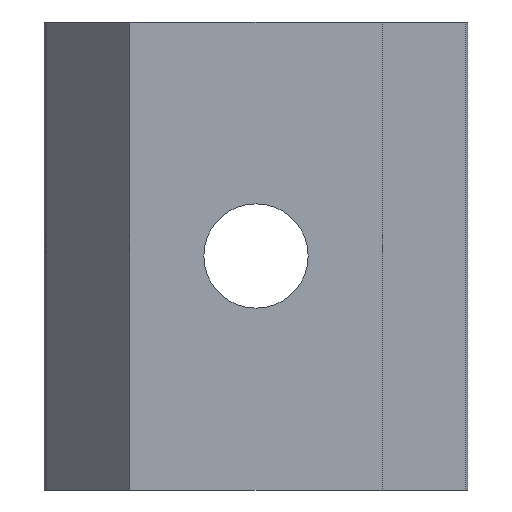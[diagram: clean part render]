
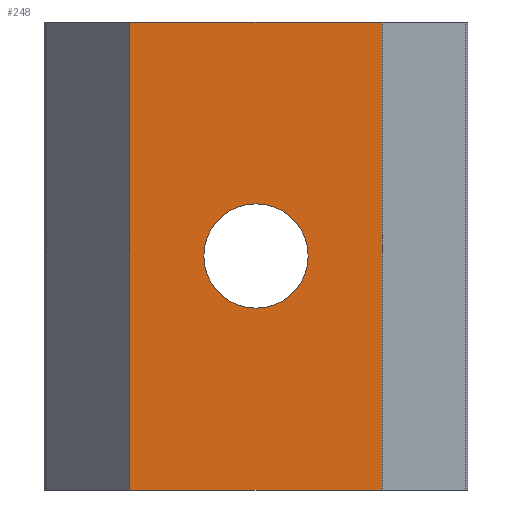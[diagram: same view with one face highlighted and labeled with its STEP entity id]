
A CAD part, front view. The second image highlights one B-rep face of the part: STEP entity #248.
In plain terms, the highlighted planar face has unit normal (0, -1, 0).
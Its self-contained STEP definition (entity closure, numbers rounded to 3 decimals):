
#11 = EDGE_CURVE ( 'NONE', #35, #291, #583, .T. ) ;
#35 = VERTEX_POINT ( 'NONE', #211 ) ;
#50 = LINE ( 'NONE', #220, #203 ) ;
#60 = ORIENTED_EDGE ( 'NONE', *, *, #697, .T. ) ;
#82 = DIRECTION ( 'NONE',  ( 0., 1., 0. ) ) ;
#84 = VERTEX_POINT ( 'NONE', #138 ) ;
#85 = DIRECTION ( 'NONE',  ( -1., 0., 0. ) ) ;
#91 = FACE_BOUND ( 'NONE', #298, .T. ) ;
#109 = CARTESIAN_POINT ( 'NONE',  ( -4., -3.1, 7.4 ) ) ;
#124 = ORIENTED_EDGE ( 'NONE', *, *, #11, .T. ) ;
#126 = PLANE ( 'NONE',  #412 ) ;
#138 = CARTESIAN_POINT ( 'NONE',  ( 4., -3.1, 7.4 ) ) ;
#144 = CARTESIAN_POINT ( 'NONE',  ( 1.65, -3.1, 0. ) ) ;
#147 = CARTESIAN_POINT ( 'NONE',  ( -4., -3.1, -7.4 ) ) ;
#149 = LINE ( 'NONE', #109, #663 ) ;
#182 = FACE_OUTER_BOUND ( 'NONE', #589, .T. ) ;
#203 = VECTOR ( 'NONE', #472, 1000. ) ;
#211 = CARTESIAN_POINT ( 'NONE',  ( -1.65, -3.1, 0. ) ) ;
#215 = ORIENTED_EDGE ( 'NONE', *, *, #605, .T. ) ;
#220 = CARTESIAN_POINT ( 'NONE',  ( 4., -3.1, -7.4 ) ) ;
#233 = ORIENTED_EDGE ( 'NONE', *, *, #816, .F. ) ;
#242 = DIRECTION ( 'NONE',  ( 1., 0., 0. ) ) ;
#248 = ADVANCED_FACE ( 'NONE', ( #91, #182 ), #126, .F. ) ;
#249 = DIRECTION ( 'NONE',  ( -1., 0., 0. ) ) ;
#253 = CARTESIAN_POINT ( 'NONE',  ( 4., -3.1, -7.4 ) ) ;
#291 = VERTEX_POINT ( 'NONE', #144 ) ;
#293 = EDGE_CURVE ( 'NONE', #291, #35, #787, .T. ) ;
#298 = EDGE_LOOP ( 'NONE', ( #124, #432 ) ) ;
#325 = CARTESIAN_POINT ( 'NONE',  ( 0., -3.1, 0. ) ) ;
#337 = DIRECTION ( 'NONE',  ( 0., 0., -1. ) ) ;
#346 = CARTESIAN_POINT ( 'NONE',  ( 4., -3.1, 7.4 ) ) ;
#363 = DIRECTION ( 'NONE',  ( 0., 0., -1. ) ) ;
#370 = CARTESIAN_POINT ( 'NONE',  ( 4., -3.1, 7.4 ) ) ;
#384 = VERTEX_POINT ( 'NONE', #779 ) ;
#390 = DIRECTION ( 'NONE',  ( 0., 1., 0. ) ) ;
#412 = AXIS2_PLACEMENT_3D ( 'NONE', #453, #390, #249 ) ;
#422 = AXIS2_PLACEMENT_3D ( 'NONE', #325, #777, #641 ) ;
#432 = ORIENTED_EDGE ( 'NONE', *, *, #293, .T. ) ;
#444 = VERTEX_POINT ( 'NONE', #253 ) ;
#453 = CARTESIAN_POINT ( 'NONE',  ( 4., -3.1, 7.4 ) ) ;
#472 = DIRECTION ( 'NONE',  ( 1., 0., 0. ) ) ;
#477 = CARTESIAN_POINT ( 'NONE',  ( 0., -3.1, 0. ) ) ;
#522 = VECTOR ( 'NONE', #242, 1000. ) ;
#550 = ORIENTED_EDGE ( 'NONE', *, *, #665, .F. ) ;
#583 = CIRCLE ( 'NONE', #422, 1.65 ) ;
#589 = EDGE_LOOP ( 'NONE', ( #60, #550, #233, #215 ) ) ;
#593 = VECTOR ( 'NONE', #337, 1000. ) ;
#605 = EDGE_CURVE ( 'NONE', #384, #681, #149, .T. ) ;
#641 = DIRECTION ( 'NONE',  ( -1., 0., 0. ) ) ;
#663 = VECTOR ( 'NONE', #363, 1000. ) ;
#665 = EDGE_CURVE ( 'NONE', #84, #444, #774, .T. ) ;
#681 = VERTEX_POINT ( 'NONE', #147 ) ;
#697 = EDGE_CURVE ( 'NONE', #681, #444, #50, .T. ) ;
#774 = LINE ( 'NONE', #346, #593 ) ;
#777 = DIRECTION ( 'NONE',  ( 0., 1., 0. ) ) ;
#779 = CARTESIAN_POINT ( 'NONE',  ( -4., -3.1, 7.4 ) ) ;
#787 = CIRCLE ( 'NONE', #812, 1.65 ) ;
#812 = AXIS2_PLACEMENT_3D ( 'NONE', #477, #82, #85 ) ;
#816 = EDGE_CURVE ( 'NONE', #384, #84, #827, .T. ) ;
#827 = LINE ( 'NONE', #370, #522 ) ;
